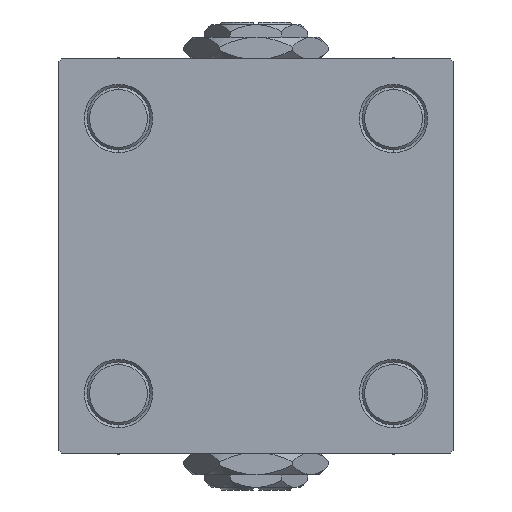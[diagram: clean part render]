
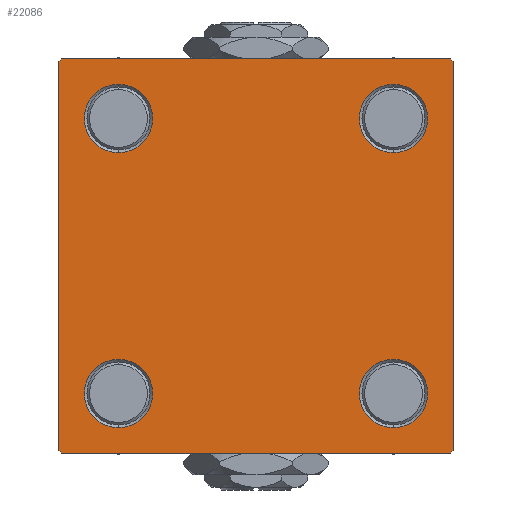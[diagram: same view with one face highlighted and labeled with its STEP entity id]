
A CAD part, left-side view. The second image highlights one B-rep face of the part: STEP entity #22086.
In plain terms, the highlighted planar face has unit normal (-1, 0, 0).
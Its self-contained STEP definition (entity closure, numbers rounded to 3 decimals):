
#239 = AXIS2_PLACEMENT_3D ( 'NONE', #10359, #26335, #51216 ) ;
#1119 = VERTEX_POINT ( 'NONE', #33074 ) ;
#1617 = EDGE_CURVE ( 'NONE', #33967, #42167, #50748, .T. ) ;
#2176 = CARTESIAN_POINT ( 'NONE',  ( 0., -26.15, -26.15 ) ) ;
#2228 = CARTESIAN_POINT ( 'NONE',  ( 0., -26.15, -32.65 ) ) ;
#2825 = CARTESIAN_POINT ( 'NONE',  ( 0., 37.25, -37.25 ) ) ;
#3054 = ORIENTED_EDGE ( 'NONE', *, *, #34775, .T. ) ;
#3163 = LINE ( 'NONE', #30377, #51546 ) ;
#3348 = CARTESIAN_POINT ( 'NONE',  ( 0., -37.5, 37. ) ) ;
#3556 = ORIENTED_EDGE ( 'NONE', *, *, #23327, .T. ) ;
#3724 = FACE_BOUND ( 'NONE', #21342, .T. ) ;
#4025 = AXIS2_PLACEMENT_3D ( 'NONE', #15071, #11123, #43059 ) ;
#4061 = CARTESIAN_POINT ( 'NONE',  ( 0., 37., 37.5 ) ) ;
#4241 = EDGE_CURVE ( 'NONE', #37147, #35752, #34302, .T. ) ;
#4574 = DIRECTION ( 'NONE',  ( 0., 0., 1. ) ) ;
#4863 = CARTESIAN_POINT ( 'NONE',  ( 0., -37., 37.5 ) ) ;
#5368 = VECTOR ( 'NONE', #15626, 1000. ) ;
#5744 = EDGE_CURVE ( 'NONE', #33967, #21075, #31435, .T. ) ;
#6765 = CARTESIAN_POINT ( 'NONE',  ( 0., 37.5, 37.5 ) ) ;
#6929 = ORIENTED_EDGE ( 'NONE', *, *, #47260, .T. ) ;
#7408 = CARTESIAN_POINT ( 'NONE',  ( 0., 37.5, 37. ) ) ;
#7756 = ORIENTED_EDGE ( 'NONE', *, *, #34148, .T. ) ;
#9433 = CARTESIAN_POINT ( 'NONE',  ( 0., 26.15, 19.65 ) ) ;
#9720 = ORIENTED_EDGE ( 'NONE', *, *, #28454, .T. ) ;
#10015 = DIRECTION ( 'NONE',  ( 1., 0., 0. ) ) ;
#10359 = CARTESIAN_POINT ( 'NONE',  ( 0., -26.15, 26.15 ) ) ;
#10384 = EDGE_LOOP ( 'NONE', ( #3054, #42083 ) ) ;
#11123 = DIRECTION ( 'NONE',  ( 1., 0., 0. ) ) ;
#11197 = EDGE_CURVE ( 'NONE', #35752, #37147, #30346, .T. ) ;
#11276 = AXIS2_PLACEMENT_3D ( 'NONE', #30167, #10015, #46667 ) ;
#12329 = EDGE_CURVE ( 'NONE', #16250, #48252, #18510, .T. ) ;
#12338 = DIRECTION ( 'NONE',  ( -1., 0., 0. ) ) ;
#12339 = CARTESIAN_POINT ( 'NONE',  ( 0., -26.15, 19.65 ) ) ;
#12462 = VECTOR ( 'NONE', #27423, 1000. ) ;
#13733 = VERTEX_POINT ( 'NONE', #21327 ) ;
#14332 = LINE ( 'NONE', #2825, #41313 ) ;
#14874 = CARTESIAN_POINT ( 'NONE',  ( 0., 37.5, 37.5 ) ) ;
#15071 = CARTESIAN_POINT ( 'NONE',  ( 0., 26.15, 26.15 ) ) ;
#15626 = DIRECTION ( 'NONE',  ( 0., -0.707, 0.707 ) ) ;
#16136 = ORIENTED_EDGE ( 'NONE', *, *, #23489, .T. ) ;
#16232 = CARTESIAN_POINT ( 'NONE',  ( 0., 26.15, -32.65 ) ) ;
#16250 = VERTEX_POINT ( 'NONE', #12339 ) ;
#16266 = FACE_BOUND ( 'NONE', #10384, .T. ) ;
#16358 = CARTESIAN_POINT ( 'NONE',  ( 0., -37., -37.5 ) ) ;
#16386 = VERTEX_POINT ( 'NONE', #9433 ) ;
#16755 = EDGE_LOOP ( 'NONE', ( #48845, #3556, #44911, #16136, #45284, #9720, #36427, #39833 ) ) ;
#17215 = EDGE_LOOP ( 'NONE', ( #20077, #32466 ) ) ;
#17261 = CARTESIAN_POINT ( 'NONE',  ( 0., -26.15, -19.65 ) ) ;
#18132 = VECTOR ( 'NONE', #26397, 1000. ) ;
#18510 = CIRCLE ( 'NONE', #35231, 6.5 ) ;
#18623 = CARTESIAN_POINT ( 'NONE',  ( 0., 37.5, -37.5 ) ) ;
#18905 = EDGE_CURVE ( 'NONE', #48252, #16250, #26152, .T. ) ;
#19006 = CARTESIAN_POINT ( 'NONE',  ( 0., 26.15, -26.15 ) ) ;
#19599 = AXIS2_PLACEMENT_3D ( 'NONE', #31967, #12338, #48724 ) ;
#20077 = ORIENTED_EDGE ( 'NONE', *, *, #18905, .T. ) ;
#20142 = AXIS2_PLACEMENT_3D ( 'NONE', #2176, #50346, #37503 ) ;
#20714 = PLANE ( 'NONE',  #19599 ) ;
#21075 = VERTEX_POINT ( 'NONE', #7408 ) ;
#21228 = VECTOR ( 'NONE', #30902, 1000. ) ;
#21301 = EDGE_CURVE ( 'NONE', #1119, #51626, #43195, .T. ) ;
#21327 = CARTESIAN_POINT ( 'NONE',  ( 0., -37.5, -37. ) ) ;
#21342 = EDGE_LOOP ( 'NONE', ( #6929, #7756 ) ) ;
#21586 = CIRCLE ( 'NONE', #31597, 6.5 ) ;
#22086 = ADVANCED_FACE ( 'NONE', ( #39572, #28294, #16266, #3724, #43749 ), #20714, .T. ) ;
#23192 = AXIS2_PLACEMENT_3D ( 'NONE', #32305, #28884, #4574 ) ;
#23327 = EDGE_CURVE ( 'NONE', #49202, #1119, #14332, .T. ) ;
#23489 = EDGE_CURVE ( 'NONE', #51626, #13733, #36285, .T. ) ;
#24082 = EDGE_CURVE ( 'NONE', #47296, #50406, #37194, .T. ) ;
#24110 = CARTESIAN_POINT ( 'NONE',  ( 0., 37.25, 37.25 ) ) ;
#25925 = CARTESIAN_POINT ( 'NONE',  ( 0., -26.15, -26.15 ) ) ;
#26152 = CIRCLE ( 'NONE', #239, 6.5 ) ;
#26335 = DIRECTION ( 'NONE',  ( 1., 0., 0. ) ) ;
#26397 = DIRECTION ( 'NONE',  ( 0., 0., -1. ) ) ;
#27423 = DIRECTION ( 'NONE',  ( 0., -1., 0. ) ) ;
#27597 = VERTEX_POINT ( 'NONE', #3348 ) ;
#28294 = FACE_BOUND ( 'NONE', #37872, .T. ) ;
#28454 = EDGE_CURVE ( 'NONE', #27597, #42167, #3163, .T. ) ;
#28762 = DIRECTION ( 'NONE',  ( 0., 0., 1. ) ) ;
#28884 = DIRECTION ( 'NONE',  ( 1., 0., 0. ) ) ;
#30167 = CARTESIAN_POINT ( 'NONE',  ( 0., 26.15, -26.15 ) ) ;
#30346 = CIRCLE ( 'NONE', #50441, 6.5 ) ;
#30365 = DIRECTION ( 'NONE',  ( 1., 0., 0. ) ) ;
#30377 = CARTESIAN_POINT ( 'NONE',  ( 0., -37.25, 37.25 ) ) ;
#30566 = VECTOR ( 'NONE', #42508, 1000. ) ;
#30839 = LINE ( 'NONE', #6765, #18132 ) ;
#30902 = DIRECTION ( 'NONE',  ( 0., -1., 0. ) ) ;
#31019 = VECTOR ( 'NONE', #47428, 1000. ) ;
#31435 = LINE ( 'NONE', #24110, #31019 ) ;
#31597 = AXIS2_PLACEMENT_3D ( 'NONE', #19006, #45699, #49894 ) ;
#31967 = CARTESIAN_POINT ( 'NONE',  ( 0., 0., 0. ) ) ;
#32305 = CARTESIAN_POINT ( 'NONE',  ( 0., 26.15, 26.15 ) ) ;
#32466 = ORIENTED_EDGE ( 'NONE', *, *, #12329, .T. ) ;
#33074 = CARTESIAN_POINT ( 'NONE',  ( 0., 37., -37.5 ) ) ;
#33967 = VERTEX_POINT ( 'NONE', #4061 ) ;
#34049 = CIRCLE ( 'NONE', #23192, 6.5 ) ;
#34148 = EDGE_CURVE ( 'NONE', #16386, #34576, #34049, .T. ) ;
#34302 = CIRCLE ( 'NONE', #20142, 6.5 ) ;
#34393 = CARTESIAN_POINT ( 'NONE',  ( 0., -37.5, 37.5 ) ) ;
#34576 = VERTEX_POINT ( 'NONE', #42418 ) ;
#34775 = EDGE_CURVE ( 'NONE', #50406, #47296, #21586, .T. ) ;
#35152 = ORIENTED_EDGE ( 'NONE', *, *, #11197, .T. ) ;
#35231 = AXIS2_PLACEMENT_3D ( 'NONE', #36622, #49708, #28762 ) ;
#35752 = VERTEX_POINT ( 'NONE', #17261 ) ;
#36285 = LINE ( 'NONE', #51503, #5368 ) ;
#36427 = ORIENTED_EDGE ( 'NONE', *, *, #1617, .F. ) ;
#36622 = CARTESIAN_POINT ( 'NONE',  ( 0., -26.15, 26.15 ) ) ;
#37147 = VERTEX_POINT ( 'NONE', #2228 ) ;
#37194 = CIRCLE ( 'NONE', #11276, 6.5 ) ;
#37503 = DIRECTION ( 'NONE',  ( 0., 0., 1. ) ) ;
#37872 = EDGE_LOOP ( 'NONE', ( #35152, #46258 ) ) ;
#39572 = FACE_BOUND ( 'NONE', #17215, .T. ) ;
#39833 = ORIENTED_EDGE ( 'NONE', *, *, #5744, .T. ) ;
#40577 = CARTESIAN_POINT ( 'NONE',  ( 0., 37.5, -37. ) ) ;
#41313 = VECTOR ( 'NONE', #47058, 1000. ) ;
#42083 = ORIENTED_EDGE ( 'NONE', *, *, #24082, .T. ) ;
#42167 = VERTEX_POINT ( 'NONE', #4863 ) ;
#42344 = CARTESIAN_POINT ( 'NONE',  ( 0., 26.15, -19.65 ) ) ;
#42418 = CARTESIAN_POINT ( 'NONE',  ( 0., 26.15, 32.65 ) ) ;
#42454 = EDGE_CURVE ( 'NONE', #27597, #13733, #50910, .T. ) ;
#42508 = DIRECTION ( 'NONE',  ( 0., 0., -1. ) ) ;
#42934 = DIRECTION ( 'NONE',  ( 0., 0.707, 0.707 ) ) ;
#43059 = DIRECTION ( 'NONE',  ( 0., 0., 1. ) ) ;
#43195 = LINE ( 'NONE', #18623, #21228 ) ;
#43749 = FACE_OUTER_BOUND ( 'NONE', #16755, .T. ) ;
#44911 = ORIENTED_EDGE ( 'NONE', *, *, #21301, .T. ) ;
#45063 = EDGE_CURVE ( 'NONE', #21075, #49202, #30839, .T. ) ;
#45284 = ORIENTED_EDGE ( 'NONE', *, *, #42454, .F. ) ;
#45699 = DIRECTION ( 'NONE',  ( 1., 0., 0. ) ) ;
#46258 = ORIENTED_EDGE ( 'NONE', *, *, #4241, .T. ) ;
#46600 = DIRECTION ( 'NONE',  ( 0., 0., 1. ) ) ;
#46667 = DIRECTION ( 'NONE',  ( 0., 0., 1. ) ) ;
#47058 = DIRECTION ( 'NONE',  ( 0., -0.707, -0.707 ) ) ;
#47260 = EDGE_CURVE ( 'NONE', #34576, #16386, #49978, .T. ) ;
#47296 = VERTEX_POINT ( 'NONE', #16232 ) ;
#47428 = DIRECTION ( 'NONE',  ( 0., 0.707, -0.707 ) ) ;
#48252 = VERTEX_POINT ( 'NONE', #51668 ) ;
#48724 = DIRECTION ( 'NONE',  ( 0., 0., 1. ) ) ;
#48845 = ORIENTED_EDGE ( 'NONE', *, *, #45063, .T. ) ;
#49202 = VERTEX_POINT ( 'NONE', #40577 ) ;
#49708 = DIRECTION ( 'NONE',  ( 1., 0., 0. ) ) ;
#49894 = DIRECTION ( 'NONE',  ( 0., 0., 1. ) ) ;
#49978 = CIRCLE ( 'NONE', #4025, 6.5 ) ;
#50346 = DIRECTION ( 'NONE',  ( 1., 0., 0. ) ) ;
#50406 = VERTEX_POINT ( 'NONE', #42344 ) ;
#50441 = AXIS2_PLACEMENT_3D ( 'NONE', #25925, #30365, #46600 ) ;
#50748 = LINE ( 'NONE', #14874, #12462 ) ;
#50910 = LINE ( 'NONE', #34393, #30566 ) ;
#51216 = DIRECTION ( 'NONE',  ( 0., 0., 1. ) ) ;
#51503 = CARTESIAN_POINT ( 'NONE',  ( 0., -37.25, -37.25 ) ) ;
#51546 = VECTOR ( 'NONE', #42934, 1000. ) ;
#51626 = VERTEX_POINT ( 'NONE', #16358 ) ;
#51668 = CARTESIAN_POINT ( 'NONE',  ( 0., -26.15, 32.65 ) ) ;
